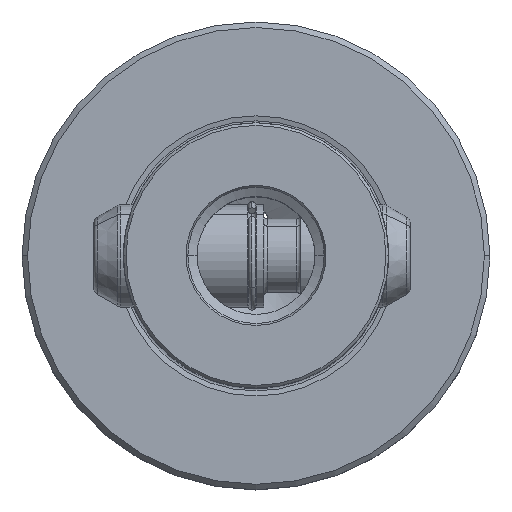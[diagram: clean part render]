
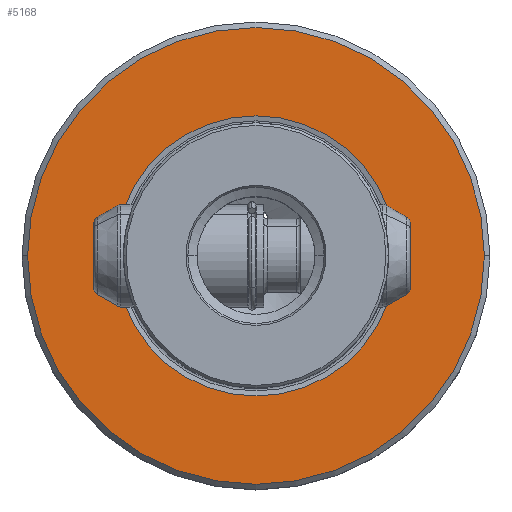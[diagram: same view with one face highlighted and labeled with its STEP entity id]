
A CAD part, top view. The second image highlights one B-rep face of the part: STEP entity #5168.
In plain terms, the highlighted planar face has unit normal (0, 0, 1).
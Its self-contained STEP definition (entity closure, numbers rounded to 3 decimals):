
#3196=EDGE_CURVE('NONE',#5704,#4636,#8322,.T.);
#4488=VERTEX_POINT('NONE',#9738);
#4596=VERTEX_POINT('NONE',#9858);
#4636=VERTEX_POINT('NONE',#9902);
#5168=ADVANCED_FACE('NONE',(#10483,#10484),#10485,.T.);
#5704=VERTEX_POINT('NONE',#11080);
#5786=EDGE_CURVE('NONE',#4596,#4488,#11173,.F.);
#5814=EDGE_CURVE('NONE',#4636,#5704,#11206,.T.);
#6394=EDGE_CURVE('NONE',#4488,#4596,#11848,.F.);
#8322=CIRCLE('',#14522,31.0);
#9738=CARTESIAN_POINT('',(19.012,0.,0.));
#9858=CARTESIAN_POINT('',(-19.012,0.,0.));
#9902=CARTESIAN_POINT('',(31.,0.,0.));
#10483=FACE_OUTER_BOUND('',#19114,.T.);
#10484=FACE_BOUND('',#19115,.T.);
#10485=PLANE('',#19116);
#11080=CARTESIAN_POINT('',(-31.0,0.,0.));
#11173=CIRCLE('',#20342,19.012);
#11206=CIRCLE('',#20398,31.0);
#11848=CIRCLE('',#21856,19.012);
#14522=AXIS2_PLACEMENT_3D('',#25439,#25440,#25441);
#19114=EDGE_LOOP('',(#27790,#27791));
#19115=EDGE_LOOP('',(#27792,#27793));
#19116=AXIS2_PLACEMENT_3D('',#27794,#27795,#27796);
#20342=AXIS2_PLACEMENT_3D('',#28594,#28595,#28596);
#20398=AXIS2_PLACEMENT_3D('',#28639,#28640,#28641);
#21856=AXIS2_PLACEMENT_3D('',#29371,#29372,#29373);
#25439=CARTESIAN_POINT('',(0.0,0.0,0.));
#25440=DIRECTION('',(0.,0.,-1.0));
#25441=DIRECTION('',(-1.0,0.,0.));
#27790=ORIENTED_EDGE('',*,*,#3196,.F.);
#27791=ORIENTED_EDGE('',*,*,#5814,.F.);
#27792=ORIENTED_EDGE('',*,*,#6394,.F.);
#27793=ORIENTED_EDGE('',*,*,#5786,.F.);
#27794=CARTESIAN_POINT('',(-18.0,0.0,0.));
#27795=DIRECTION('',(0.,0.0,1.0));
#27796=DIRECTION('',(-1.0,0.0,0.));
#28594=CARTESIAN_POINT('',(0.0,0.0,0.));
#28595=DIRECTION('',(0.,0.0,-1.0));
#28596=DIRECTION('',(1.0,0.,0.));
#28639=CARTESIAN_POINT('',(0.0,0.0,0.));
#28640=DIRECTION('',(0.,0.,-1.0));
#28641=DIRECTION('',(-1.0,0.,0.));
#29371=CARTESIAN_POINT('',(0.0,0.0,0.));
#29372=DIRECTION('',(0.,0.0,-1.0));
#29373=DIRECTION('',(1.0,0.,0.));
